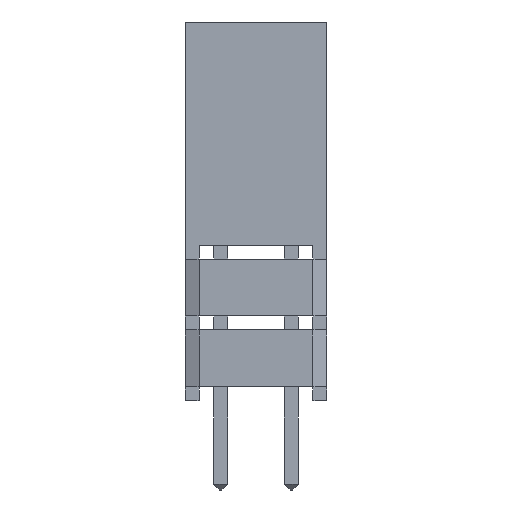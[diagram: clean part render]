
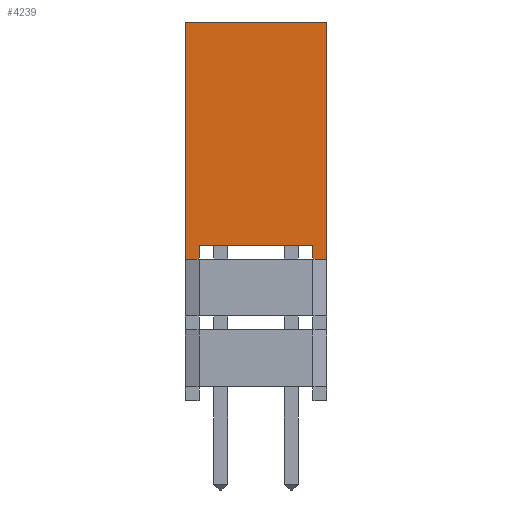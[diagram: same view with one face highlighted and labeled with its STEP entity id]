
A CAD part, left-side view. The second image highlights one B-rep face of the part: STEP entity #4239.
In plain terms, the highlighted planar face has unit normal (-1, 0, 0).
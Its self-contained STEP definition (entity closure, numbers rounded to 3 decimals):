
#2222 = VERTEX_POINT('',#2223);
#2223 = CARTESIAN_POINT('',(-1.27,-0.77,5.08));
#2268 = VERTEX_POINT('',#2269);
#2269 = CARTESIAN_POINT('',(-1.27,-1.27,5.08));
#2275 = EDGE_CURVE('',#2268,#2276,#2278,.T.);
#2276 = VERTEX_POINT('',#2277);
#2277 = CARTESIAN_POINT('',(-1.27,-1.27,13.58));
#2278 = LINE('',#2279,#2280);
#2279 = CARTESIAN_POINT('',(-1.27,-1.27,5.08));
#2280 = VECTOR('',#2281,1.);
#2281 = DIRECTION('',(0.,0.,1.));
#2653 = VERTEX_POINT('',#2654);
#2654 = CARTESIAN_POINT('',(-1.27,3.31,5.08));
#2716 = VERTEX_POINT('',#2717);
#2717 = CARTESIAN_POINT('',(-1.27,3.81,5.08));
#2723 = EDGE_CURVE('',#2716,#2724,#2726,.T.);
#2724 = VERTEX_POINT('',#2725);
#2725 = CARTESIAN_POINT('',(-1.27,3.81,13.58));
#2726 = LINE('',#2727,#2728);
#2727 = CARTESIAN_POINT('',(-1.27,3.81,5.08));
#2728 = VECTOR('',#2729,1.);
#2729 = DIRECTION('',(0.,0.,1.));
#4199 = EDGE_CURVE('',#2268,#2222,#4200,.T.);
#4200 = LINE('',#4201,#4202);
#4201 = CARTESIAN_POINT('',(-1.27,-1.27,5.08));
#4202 = VECTOR('',#4203,1.);
#4203 = DIRECTION('',(0.,1.,0.));
#4239 = ADVANCED_FACE('',(#4240),#4279,.F.);
#4240 = FACE_BOUND('',#4241,.F.);
#4241 = EDGE_LOOP('',(#4242,#4248,#4249,#4250,#4258,#4266,#4272,#4278));
#4242 = ORIENTED_EDGE('',*,*,#4243,.F.);
#4243 = EDGE_CURVE('',#2276,#2724,#4244,.T.);
#4244 = LINE('',#4245,#4246);
#4245 = CARTESIAN_POINT('',(-1.27,-1.27,13.58));
#4246 = VECTOR('',#4247,1.);
#4247 = DIRECTION('',(0.,1.,0.));
#4248 = ORIENTED_EDGE('',*,*,#2275,.F.);
#4249 = ORIENTED_EDGE('',*,*,#4199,.T.);
#4250 = ORIENTED_EDGE('',*,*,#4251,.T.);
#4251 = EDGE_CURVE('',#2222,#4252,#4254,.T.);
#4252 = VERTEX_POINT('',#4253);
#4253 = CARTESIAN_POINT('',(-1.27,-0.77,5.58));
#4254 = LINE('',#4255,#4256);
#4255 = CARTESIAN_POINT('',(-1.27,-0.77,5.08));
#4256 = VECTOR('',#4257,1.);
#4257 = DIRECTION('',(0.,0.,1.));
#4258 = ORIENTED_EDGE('',*,*,#4259,.T.);
#4259 = EDGE_CURVE('',#4252,#4260,#4262,.T.);
#4260 = VERTEX_POINT('',#4261);
#4261 = CARTESIAN_POINT('',(-1.27,3.31,5.58));
#4262 = LINE('',#4263,#4264);
#4263 = CARTESIAN_POINT('',(-1.27,-0.77,5.58));
#4264 = VECTOR('',#4265,1.);
#4265 = DIRECTION('',(0.,1.,0.));
#4266 = ORIENTED_EDGE('',*,*,#4267,.F.);
#4267 = EDGE_CURVE('',#2653,#4260,#4268,.T.);
#4268 = LINE('',#4269,#4270);
#4269 = CARTESIAN_POINT('',(-1.27,3.31,5.08));
#4270 = VECTOR('',#4271,1.);
#4271 = DIRECTION('',(0.,0.,1.));
#4272 = ORIENTED_EDGE('',*,*,#4273,.T.);
#4273 = EDGE_CURVE('',#2653,#2716,#4274,.T.);
#4274 = LINE('',#4275,#4276);
#4275 = CARTESIAN_POINT('',(-1.27,-1.27,5.08));
#4276 = VECTOR('',#4277,1.);
#4277 = DIRECTION('',(0.,1.,0.));
#4278 = ORIENTED_EDGE('',*,*,#2723,.T.);
#4279 = PLANE('',#4280);
#4280 = AXIS2_PLACEMENT_3D('',#4281,#4282,#4283);
#4281 = CARTESIAN_POINT('',(-1.27,-1.27,5.08));
#4282 = DIRECTION('',(1.,0.,0.));
#4283 = DIRECTION('',(0.,0.,1.));
